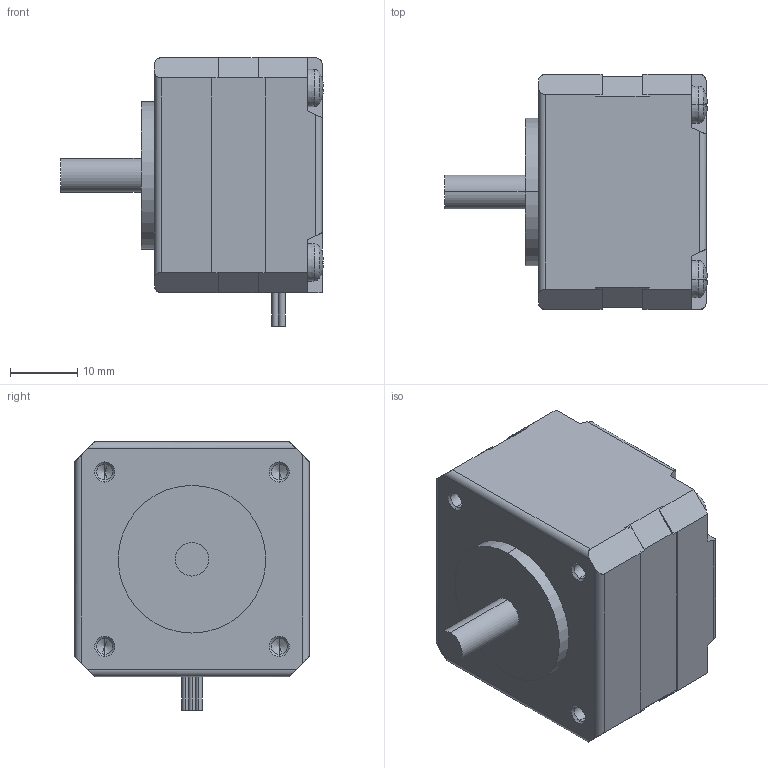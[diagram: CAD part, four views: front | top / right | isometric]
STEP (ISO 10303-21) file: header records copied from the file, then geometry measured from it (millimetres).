
FILE_DESCRIPTION(('starvars output'),'2;1');
FILE_NAME('kt35f_00.stp','11:32:41 2014/09/17',( 'Thomas Industrial Network Germany GmbH'),( 'Thomas Industrial Network Germany GmbH'),'unknown preprocess','ACIS' ,'unknown authorization');
FILE_SCHEMA(('AUTOMOTIVE_DESIGN_CC2 {UNKNOWN IMPLEMENTATION LEVEL}'));
Length unit declared in the file: millimetre
Products named in the file (1): PRODUCT_ID_21
Bounding box: 39.19 x 35 x 40 mm (x, y, z)
Volume: 30530.5 mm3; surface area: 6362.6 mm2
Topology: 1 solids, 1 shells, 219 faces, 514 edges, 304 vertices
Faces by surface type: plane 132, cylinder 47, cone 24, bspline 8, torus 8
Entity records: 7314 total; most frequent: CARTESIAN_POINT 1262, ORIENTED_EDGE 1026, DIRECTION 682, EDGE_CURVE 506, VERTEX_POINT 304, VECTOR 266, LINE 266, EDGE_LOOP 234
